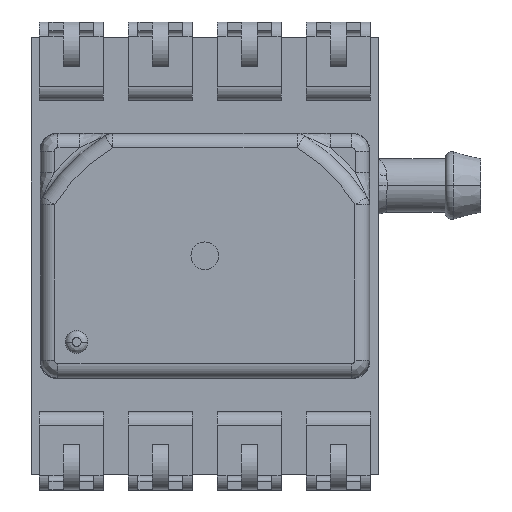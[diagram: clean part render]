
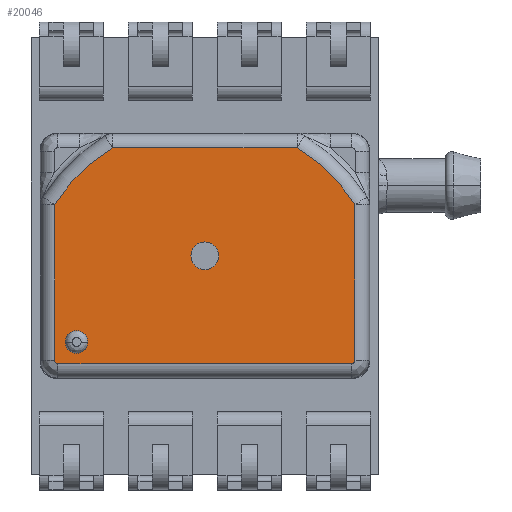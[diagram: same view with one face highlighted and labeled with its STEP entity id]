
A CAD part, top view. The second image highlights one B-rep face of the part: STEP entity #20046.
In plain terms, the highlighted planar face has unit normal (0, 0, 1).
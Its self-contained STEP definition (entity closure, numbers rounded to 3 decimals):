
#7114=DIRECTION('',(0.,-1.,0.));
#7115=VECTOR('',#7114,4.446);
#7116=CARTESIAN_POINT('',(21.549,-35.874,2.21));
#7117=LINE('',#7116,#7115);
#7118=CARTESIAN_POINT('',(25.834,-38.585,2.21));
#7119=DIRECTION('',(0.,0.,1.));
#7120=DIRECTION('',(-0.52,0.854,0.));
#7121=AXIS2_PLACEMENT_3D('',#7118,#7119,#7120);
#7123=DIRECTION('',(-1.,0.,0.));
#7124=VECTOR('',#7123,5.277);
#7125=CARTESIAN_POINT('',(28.472,-34.256,2.21));
#7126=LINE('',#7125,#7124);
#7127=CARTESIAN_POINT('',(25.834,-38.585,2.21));
#7128=DIRECTION('',(0.,0.,1.));
#7129=DIRECTION('',(0.845,0.535,0.));
#7130=AXIS2_PLACEMENT_3D('',#7127,#7128,#7129);
#7132=DIRECTION('',(0.,1.,0.));
#7133=VECTOR('',#7132,4.446);
#7134=CARTESIAN_POINT('',(30.118,-40.32,2.21));
#7135=LINE('',#7134,#7133);
#7136=CARTESIAN_POINT('',(30.024,-40.32,2.21));
#7137=DIRECTION('',(0.,0.,1.));
#7138=DIRECTION('',(0.,-1.,0.));
#7139=AXIS2_PLACEMENT_3D('',#7136,#7137,#7138);
#7141=DIRECTION('',(1.,0.,0.));
#7142=VECTOR('',#7141,8.38);
#7143=CARTESIAN_POINT('',(21.644,-40.415,2.21));
#7144=LINE('',#7143,#7142);
#7145=CARTESIAN_POINT('',(21.644,-40.32,2.21));
#7146=DIRECTION('',(0.,0.,1.));
#7147=DIRECTION('',(-1.,0.,0.));
#7148=AXIS2_PLACEMENT_3D('',#7145,#7146,#7147);
#7150=CARTESIAN_POINT('',(25.834,-37.335,2.21));
#7151=DIRECTION('',(0.,0.,1.));
#7152=DIRECTION('',(0.,1.,0.));
#7153=AXIS2_PLACEMENT_3D('',#7150,#7151,#7152);
#7155=CARTESIAN_POINT('',(25.834,-37.335,2.21));
#7156=DIRECTION('',(0.,0.,1.));
#7157=DIRECTION('',(0.,-1.,0.));
#7158=AXIS2_PLACEMENT_3D('',#7155,#7156,#7157);
#7160=CARTESIAN_POINT('',(22.174,-39.795,2.21));
#7161=DIRECTION('',(0.,0.,1.));
#7162=DIRECTION('',(1.,0.,0.));
#7163=AXIS2_PLACEMENT_3D('',#7160,#7161,#7162);
#7165=CARTESIAN_POINT('',(22.174,-39.795,2.21));
#7166=DIRECTION('',(0.,0.,1.));
#7167=DIRECTION('',(-1.,0.,0.));
#7168=AXIS2_PLACEMENT_3D('',#7165,#7166,#7167);
#7692=CARTESIAN_POINT('',(25.834,-36.94,2.21));
#7693=CARTESIAN_POINT('',(25.834,-37.73,2.21));
#7694=VERTEX_POINT('',#7692);
#7695=VERTEX_POINT('',#7693);
#7696=CARTESIAN_POINT('',(21.549,-35.874,2.21));
#7697=CARTESIAN_POINT('',(21.549,-40.32,2.21));
#7698=VERTEX_POINT('',#7696);
#7699=VERTEX_POINT('',#7697);
#7704=CARTESIAN_POINT('',(21.644,-40.415,2.21));
#7705=VERTEX_POINT('',#7704);
#7708=CARTESIAN_POINT('',(30.024,-40.415,2.21));
#7709=VERTEX_POINT('',#7708);
#7712=CARTESIAN_POINT('',(30.118,-40.32,2.21));
#7713=VERTEX_POINT('',#7712);
#7716=CARTESIAN_POINT('',(30.118,-35.874,2.21));
#7717=VERTEX_POINT('',#7716);
#7720=CARTESIAN_POINT('',(28.472,-34.256,2.21));
#7721=CARTESIAN_POINT('',(23.195,-34.256,2.21));
#7722=VERTEX_POINT('',#7720);
#7723=VERTEX_POINT('',#7721);
#7776=CARTESIAN_POINT('',(22.494,-39.795,2.21));
#7777=CARTESIAN_POINT('',(21.854,-39.795,2.21));
#7778=VERTEX_POINT('',#7776);
#7779=VERTEX_POINT('',#7777);
#20012=CARTESIAN_POINT('',(25.834,-37.335,2.21));
#20013=DIRECTION('',(0.,0.,1.));
#20014=DIRECTION('',(1.,0.,0.));
#20015=AXIS2_PLACEMENT_3D('',#20012,#20013,#20014);
#20016=PLANE('',#20015);
#20018=ORIENTED_EDGE('',*,*,#20017,.F.);
#20020=ORIENTED_EDGE('',*,*,#20019,.F.);
#20021=ORIENTED_EDGE('',*,*,#20002,.F.);
#20023=ORIENTED_EDGE('',*,*,#20022,.F.);
#20025=ORIENTED_EDGE('',*,*,#20024,.F.);
#20027=ORIENTED_EDGE('',*,*,#20026,.F.);
#20029=ORIENTED_EDGE('',*,*,#20028,.F.);
#20031=ORIENTED_EDGE('',*,*,#20030,.F.);
#20032=EDGE_LOOP('',(#20018,#20020,#20021,#20023,#20025,#20027,#20029,#20031));
#20033=FACE_OUTER_BOUND('',#20032,.F.);
#20035=ORIENTED_EDGE('',*,*,#20034,.T.);
#20037=ORIENTED_EDGE('',*,*,#20036,.T.);
#20038=EDGE_LOOP('',(#20035,#20037));
#20039=FACE_BOUND('',#20038,.F.);
#20041=ORIENTED_EDGE('',*,*,#20040,.T.);
#20043=ORIENTED_EDGE('',*,*,#20042,.T.);
#20044=EDGE_LOOP('',(#20041,#20043));
#20045=FACE_BOUND('',#20044,.F.);
#20046=ADVANCED_FACE('',(#20033,#20039,#20045),#20016,.T.);
#7122=CIRCLE('',#7121,5.07);
#7131=CIRCLE('',#7130,5.07);
#7140=CIRCLE('',#7139,0.094);
#7149=CIRCLE('',#7148,0.094);
#7154=CIRCLE('',#7153,0.395);
#7159=CIRCLE('',#7158,0.395);
#7164=CIRCLE('',#7163,0.32);
#7169=CIRCLE('',#7168,0.32);
#20002=EDGE_CURVE('',#7722,#7723,#7126,.T.);
#20017=EDGE_CURVE('',#7698,#7699,#7117,.T.);
#20019=EDGE_CURVE('',#7723,#7698,#7122,.T.);
#20022=EDGE_CURVE('',#7717,#7722,#7131,.T.);
#20024=EDGE_CURVE('',#7713,#7717,#7135,.T.);
#20026=EDGE_CURVE('',#7709,#7713,#7140,.T.);
#20028=EDGE_CURVE('',#7705,#7709,#7144,.T.);
#20030=EDGE_CURVE('',#7699,#7705,#7149,.T.);
#20034=EDGE_CURVE('',#7694,#7695,#7154,.T.);
#20036=EDGE_CURVE('',#7695,#7694,#7159,.T.);
#20040=EDGE_CURVE('',#7778,#7779,#7164,.T.);
#20042=EDGE_CURVE('',#7779,#7778,#7169,.T.);
